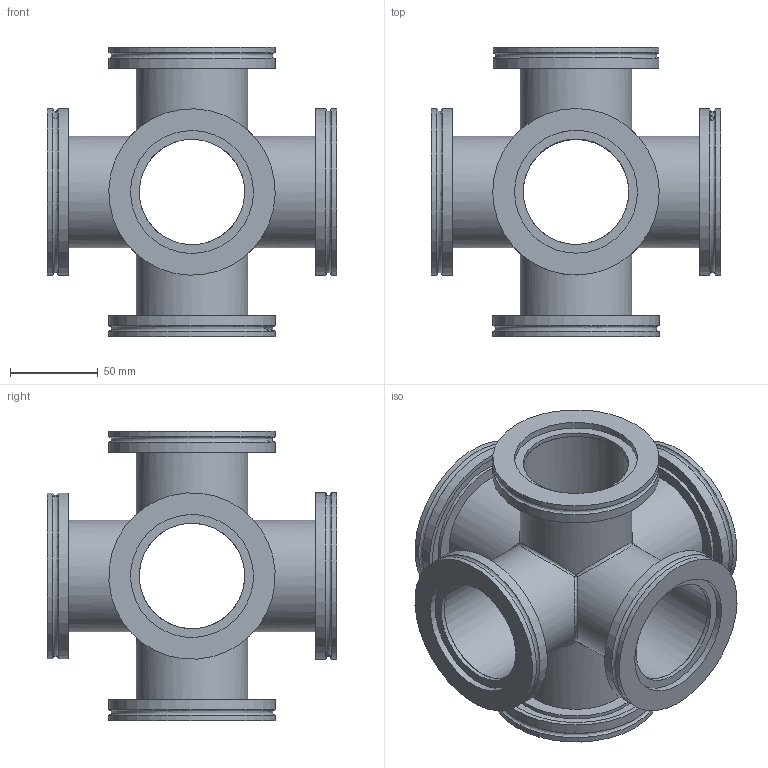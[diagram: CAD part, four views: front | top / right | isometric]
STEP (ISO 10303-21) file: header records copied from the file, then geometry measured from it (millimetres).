
FILE_DESCRIPTION (( 'STEP AP214' ), '1' );
FILE_NAME ('X61ISOK63 FULLVAC.STEP', '2019-11-08T14:53:35', ( '' ), ( '' ), 'SwSTEP 2.0', 'SolidWorks 2017', '' );
FILE_SCHEMA (( 'AUTOMOTIVE_DESIGN' ));
Length unit declared in the file: millimetre
Products named in the file (3): 2^X61ISOK63 FULLVAC; X61ISOK63 FULLVAC; 1^X61ISOK63 FULLVAC
Assembly tree (7 placements, depth 2):
  X61ISOK63 FULLVAC
    1^X61ISOK63 FULLVAC
    2^X61ISOK63 FULLVAC  x6
Bounding box: 165 x 165 x 165 mm (x, y, z)
Volume: 334048 mm3; surface area: 210237.8 mm2
Topology: 7 solids, 7 shells, 154 faces, 318 edges, 198 vertices
Faces by surface type: cylinder 54, bspline 52, plane 42, cone 6
Full cylindrical faces by diameter (mm): 60.2 x12, 63.5 x6, 63.8 x6, 70.1 x6, 77.2 x6, 89.9 x6, 95 x12
Entity records: 10089 total; most frequent: CARTESIAN_POINT 8028, ORIENTED_EDGE 248, DIRECTION 138, EDGE_CURVE 124, EDGE_LOOP 108, B_SPLINE_CURVE_WITH_KNOTS 97, FACE_OUTER_BOUND 95, UNCERTAINTY_MEASURE_WITH_UNIT 81
